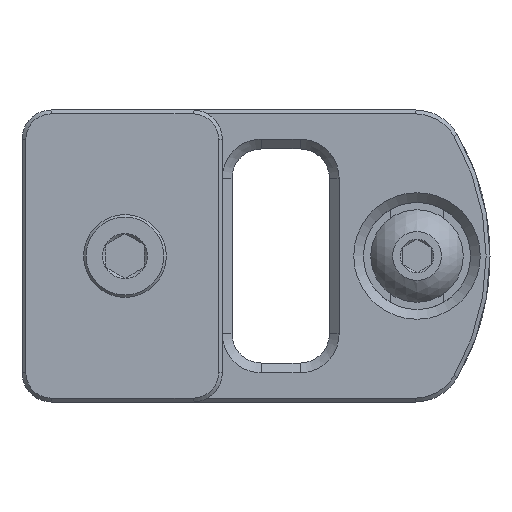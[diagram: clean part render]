
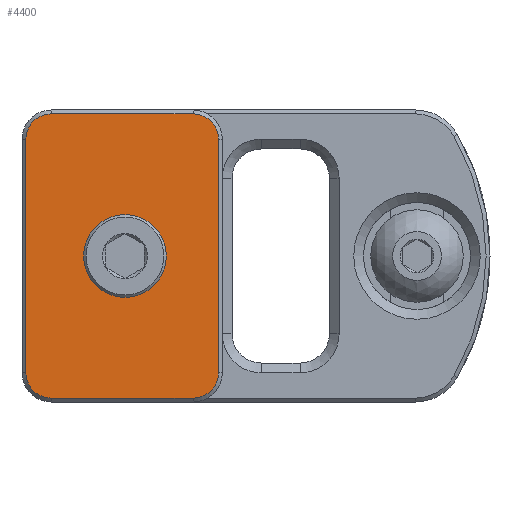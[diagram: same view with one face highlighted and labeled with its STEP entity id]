
A CAD part, front view. The second image highlights one B-rep face of the part: STEP entity #4400.
In plain terms, the highlighted planar face has unit normal (0, -1, 0).
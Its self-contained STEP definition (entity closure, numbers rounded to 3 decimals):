
#259=FACE_BOUND('',#894,.T.);
#356=PLANE('',#5116);
#584=FACE_OUTER_BOUND('',#893,.T.);
#893=EDGE_LOOP('',(#3823,#3824,#3825,#3826,#3827,#3828,#3829,#3830));
#894=EDGE_LOOP('',(#3831));
#1205=LINE('',#7676,#1538);
#1209=LINE('',#7688,#1542);
#1212=LINE('',#7699,#1545);
#1216=LINE('',#7709,#1549);
#1538=VECTOR('',#6307,10.);
#1542=VECTOR('',#6319,10.);
#1545=VECTOR('',#6330,10.);
#1549=VECTOR('',#6342,10.);
#1818=CIRCLE('',#5092,2.6);
#1821=CIRCLE('',#5097,2.6);
#1823=CIRCLE('',#5101,2.6);
#1824=CIRCLE('',#5104,2.6);
#1831=CIRCLE('',#5117,3.1);
#2165=VERTEX_POINT('',#7663);
#2167=VERTEX_POINT('',#7666);
#2170=VERTEX_POINT('',#7674);
#2172=VERTEX_POINT('',#7680);
#2174=VERTEX_POINT('',#7686);
#2176=VERTEX_POINT('',#7692);
#2177=VERTEX_POINT('',#7696);
#2179=VERTEX_POINT('',#7702);
#2195=VERTEX_POINT('',#7747);
#2711=EDGE_CURVE('',#2167,#2165,#1818,.T.);
#2716=EDGE_CURVE('',#2165,#2170,#1205,.T.);
#2719=EDGE_CURVE('',#2170,#2172,#1821,.T.);
#2722=EDGE_CURVE('',#2172,#2174,#1209,.T.);
#2725=EDGE_CURVE('',#2174,#2176,#1823,.T.);
#2727=EDGE_CURVE('',#2176,#2177,#1212,.T.);
#2730=EDGE_CURVE('',#2177,#2179,#1824,.T.);
#2733=EDGE_CURVE('',#2179,#2167,#1216,.T.);
#2752=EDGE_CURVE('',#2195,#2195,#1831,.T.);
#3823=ORIENTED_EDGE('',*,*,#2711,.T.);
#3824=ORIENTED_EDGE('',*,*,#2716,.T.);
#3825=ORIENTED_EDGE('',*,*,#2719,.T.);
#3826=ORIENTED_EDGE('',*,*,#2722,.T.);
#3827=ORIENTED_EDGE('',*,*,#2725,.T.);
#3828=ORIENTED_EDGE('',*,*,#2727,.T.);
#3829=ORIENTED_EDGE('',*,*,#2730,.T.);
#3830=ORIENTED_EDGE('',*,*,#2733,.T.);
#3831=ORIENTED_EDGE('',*,*,#2752,.T.);
#4400=ADVANCED_FACE('',(#584,#259),#356,.F.);
#5092=AXIS2_PLACEMENT_3D('',#7667,#6298,#6299);
#5097=AXIS2_PLACEMENT_3D('',#7682,#6313,#6314);
#5101=AXIS2_PLACEMENT_3D('',#7694,#6325,#6326);
#5104=AXIS2_PLACEMENT_3D('',#7705,#6335,#6336);
#5116=AXIS2_PLACEMENT_3D('',#7746,#6374,#6375);
#5117=AXIS2_PLACEMENT_3D('',#7748,#6376,#6377);
#6298=DIRECTION('center_axis',(0.,-1.,0.));
#6299=DIRECTION('ref_axis',(0.707,0.,0.707));
#6307=DIRECTION('',(-1.,0.,0.));
#6313=DIRECTION('center_axis',(0.,-1.,0.));
#6314=DIRECTION('ref_axis',(-0.707,0.,0.707));
#6319=DIRECTION('',(0.,0.,-1.));
#6325=DIRECTION('center_axis',(0.,-1.,0.));
#6326=DIRECTION('ref_axis',(-0.707,0.,-0.707));
#6330=DIRECTION('',(1.,0.,0.));
#6335=DIRECTION('center_axis',(0.,-1.,0.));
#6336=DIRECTION('ref_axis',(0.707,0.,-0.707));
#6342=DIRECTION('',(0.,0.,1.));
#6374=DIRECTION('center_axis',(0.,1.,0.));
#6375=DIRECTION('ref_axis',(-1.,0.,0.));
#6376=DIRECTION('center_axis',(0.,1.,0.));
#6377=DIRECTION('ref_axis',(-1.,0.,0.));
#7663=CARTESIAN_POINT('',(-155.04,-60.,449.6));
#7666=CARTESIAN_POINT('',(-152.44,-60.,447.));
#7667=CARTESIAN_POINT('Origin',(-155.04,-60.,447.));
#7674=CARTESIAN_POINT('',(-169.62,-60.,449.6));
#7676=CARTESIAN_POINT('',(-147.185,-60.,449.6));
#7680=CARTESIAN_POINT('',(-172.22,-60.,447.));
#7682=CARTESIAN_POINT('Origin',(-169.62,-60.,447.));
#7686=CARTESIAN_POINT('',(-172.22,-60.,423.));
#7688=CARTESIAN_POINT('',(-172.22,-60.,442.5));
#7692=CARTESIAN_POINT('',(-169.62,-60.,420.4));
#7694=CARTESIAN_POINT('Origin',(-169.62,-60.,423.));
#7696=CARTESIAN_POINT('',(-155.04,-60.,420.4));
#7699=CARTESIAN_POINT('',(-167.475,-60.,420.4));
#7702=CARTESIAN_POINT('',(-152.44,-60.,423.));
#7705=CARTESIAN_POINT('Origin',(-155.04,-60.,423.));
#7709=CARTESIAN_POINT('',(-152.44,-60.,427.5));
#7746=CARTESIAN_POINT('Origin',(-162.33,-60.,435.));
#7747=CARTESIAN_POINT('',(-158.94,-60.,435.));
#7748=CARTESIAN_POINT('Origin',(-162.04,-60.,435.));
